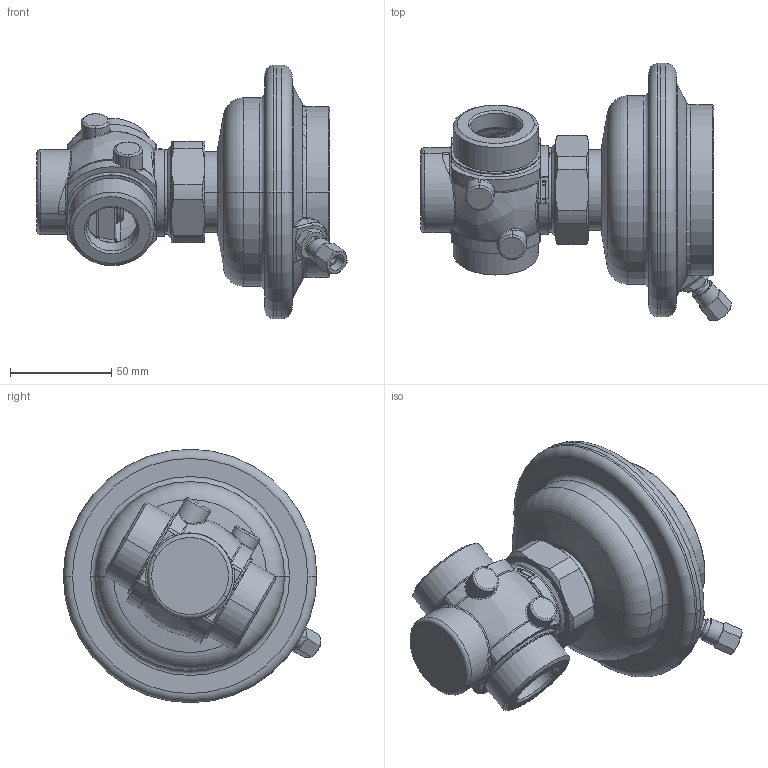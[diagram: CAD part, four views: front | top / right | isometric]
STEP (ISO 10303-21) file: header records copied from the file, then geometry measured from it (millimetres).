
FILE_DESCRIPTION((''),'2;1');
FILE_NAME('003H6303','2015-02-24T',('u317927'),('Danfoss'),'PRO/ENGINEER BY PARAMETRIC TECHNOLOGY CORPORATION, 2014000','PRO/ENGINEER BY PARAMETRIC TECHNOLOGY CORPORATION, 2014000','');
FILE_SCHEMA(('CONFIG_CONTROL_DESIGN'));
Length unit declared in the file: millimetre
Products named in the file (1): 003H6303
Bounding box: 153.2 x 127.07 x 125.18 mm (x, y, z)
Volume: 273990.3 mm3; surface area: 119416.1 mm2
Topology: 1 solids, 1 shells, 636 faces, 1480 edges, 884 vertices
Faces by surface type: cylinder 160, plane 157, bspline 107, cone 106, torus 91, sphere 15
Entity records: 25958 total; most frequent: CARTESIAN_POINT 12198, ORIENTED_EDGE 2956, DIRECTION 2785, EDGE_CURVE 1478, AXIS2_PLACEMENT_3D 1187, VERTEX_POINT 884, EDGE_LOOP 684, CIRCLE 658
